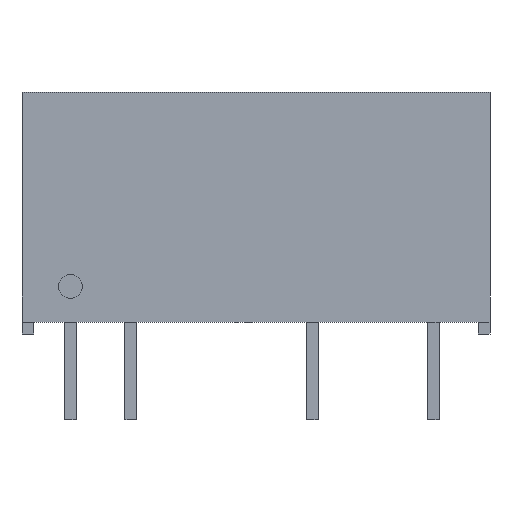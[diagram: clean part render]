
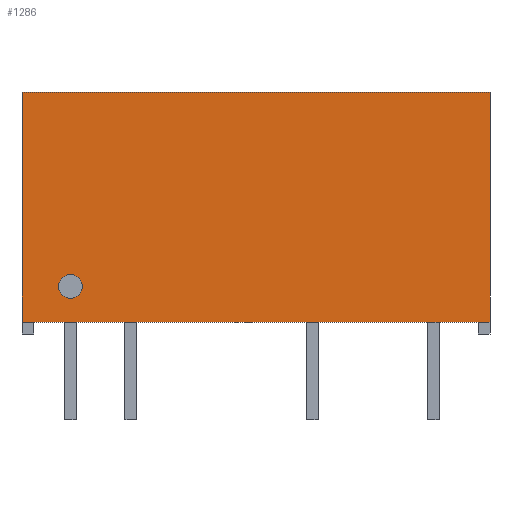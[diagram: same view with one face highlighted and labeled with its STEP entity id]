
A CAD part, front view. The second image highlights one B-rep face of the part: STEP entity #1286.
In plain terms, the highlighted planar face has unit normal (0, -1, 0).
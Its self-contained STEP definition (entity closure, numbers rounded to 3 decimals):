
#1088=CARTESIAN_POINT('',(-8.295,-3.825,2.0));
#1089=VERTEX_POINT('',#1088);
#1098=CARTESIAN_POINT('',(-7.295,-3.825,2.0));
#1099=VERTEX_POINT('',#1098);
#1100=CARTESIAN_POINT('',(-7.795,-3.825,2.0));
#1101=DIRECTION('',(0.0,1.0,0.0));
#1102=DIRECTION('',(-1.0,0.0,0.0));
#1103=AXIS2_PLACEMENT_3D('',#1100,#1101,#1102);
#1104=CIRCLE('',#1103,0.5);
#1105=EDGE_CURVE('',#1099,#1089,#1104,.T.);
#1139=CARTESIAN_POINT('',(-7.795,-3.825,2.0));
#1140=DIRECTION('',(0.0,1.0,0.0));
#1141=DIRECTION('',(-1.0,0.0,0.0));
#1142=AXIS2_PLACEMENT_3D('',#1139,#1140,#1141);
#1143=CIRCLE('',#1142,0.5);
#1144=EDGE_CURVE('',#1089,#1099,#1143,.T.);
#1174=CARTESIAN_POINT('',(-9.825,-3.825,0.5));
#1175=VERTEX_POINT('',#1174);
#1182=CARTESIAN_POINT('',(-9.825,-3.825,10.15));
#1183=VERTEX_POINT('',#1182);
#1184=CARTESIAN_POINT('',(-9.825,-3.825,10.15));
#1185=DIRECTION('',(0.0,0.0,-1.0));
#1186=VECTOR('',#1185,9.65);
#1187=LINE('',#1184,#1186);
#1188=EDGE_CURVE('',#1183,#1175,#1187,.T.);
#1235=CARTESIAN_POINT('',(9.825,-3.825,10.15));
#1236=VERTEX_POINT('',#1235);
#1237=CARTESIAN_POINT('',(9.825,-3.825,0.5));
#1238=VERTEX_POINT('',#1237);
#1239=CARTESIAN_POINT('',(9.825,-3.825,10.15));
#1240=DIRECTION('',(0.0,0.0,-1.0));
#1241=VECTOR('',#1240,9.65);
#1242=LINE('',#1239,#1241);
#1243=EDGE_CURVE('',#1236,#1238,#1242,.T.);
#1261=CARTESIAN_POINT('',(0.0,-3.825,5.575));
#1262=DIRECTION('',(0.0,1.0,0.0));
#1263=DIRECTION('',(0.0,0.0,1.0));
#1264=AXIS2_PLACEMENT_3D('',#1261,#1262,#1263);
#1265=PLANE('',#1264);
#1266=ORIENTED_EDGE('',*,*,#1188,.T.);
#1267=CARTESIAN_POINT('',(9.825,-3.825,0.5));
#1268=DIRECTION('',(-1.0,0.0,0.0));
#1269=VECTOR('',#1268,19.65);
#1270=LINE('',#1267,#1269);
#1271=EDGE_CURVE('',#1238,#1175,#1270,.T.);
#1272=ORIENTED_EDGE('',*,*,#1271,.F.);
#1273=ORIENTED_EDGE('',*,*,#1243,.F.);
#1274=CARTESIAN_POINT('',(-9.825,-3.825,10.15));
#1275=DIRECTION('',(1.0,0.0,0.0));
#1276=VECTOR('',#1275,19.65);
#1277=LINE('',#1274,#1276);
#1278=EDGE_CURVE('',#1183,#1236,#1277,.T.);
#1279=ORIENTED_EDGE('',*,*,#1278,.F.);
#1280=EDGE_LOOP('',(#1266,#1272,#1273,#1279));
#1281=FACE_OUTER_BOUND('',#1280,.T.);
#1282=ORIENTED_EDGE('',*,*,#1144,.T.);
#1283=ORIENTED_EDGE('',*,*,#1105,.T.);
#1284=EDGE_LOOP('',(#1282,#1283));
#1285=FACE_BOUND('',#1284,.T.);
#1286=ADVANCED_FACE('',(#1281,#1285),#1265,.F.);
